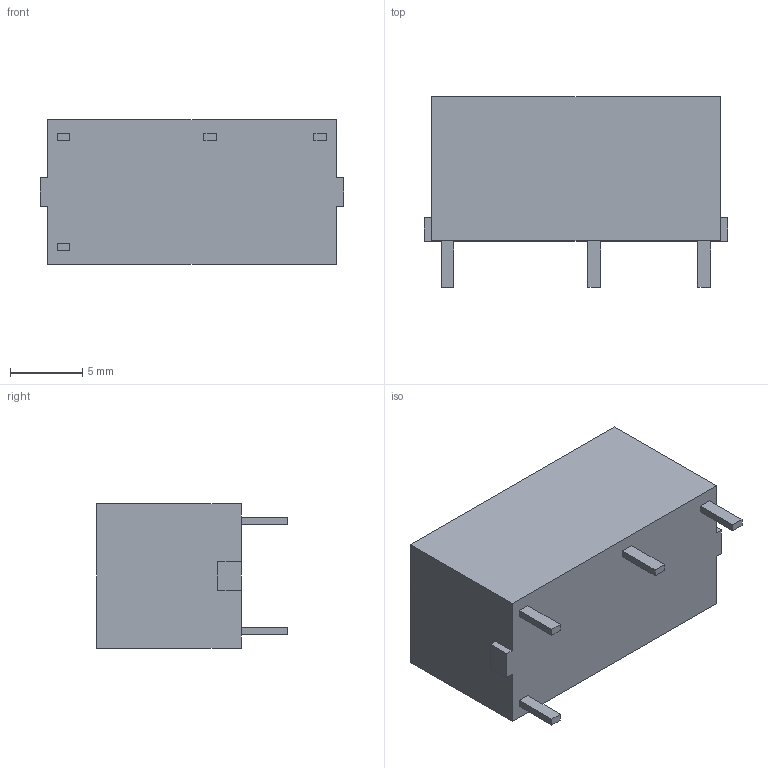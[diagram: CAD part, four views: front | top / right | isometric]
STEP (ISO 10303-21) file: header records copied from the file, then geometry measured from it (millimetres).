
FILE_DESCRIPTION(('STEP AP214'),'1');
FILE_NAME('g6b-1114p-us_5dc.stp','2015-04-09T13:46:53',('TraceParts'),('TraceParts S.A.'),'XStep 1.0',' ',' ');
FILE_SCHEMA(('automotive_design'));
Length unit declared in the file: millimetre
Products named in the file (1): 1
Bounding box: 21 x 13.2 x 10 mm (x, y, z)
Volume: 2008.8 mm3; surface area: 1042.4 mm2
Topology: 1 solids, 1 shells, 34 faces, 84 edges, 56 vertices
Faces by surface type: plane 34
Entity records: 1976 total; most frequent: CARTESIAN_POINT 175, STYLED_ITEM 174, PRESENTATION_STYLE_ASSIGNMENT 174, COLOUR_RGB 174, ORIENTED_EDGE 168, DIRECTION 154, EDGE_CURVE 84, CURVE_STYLE 84
